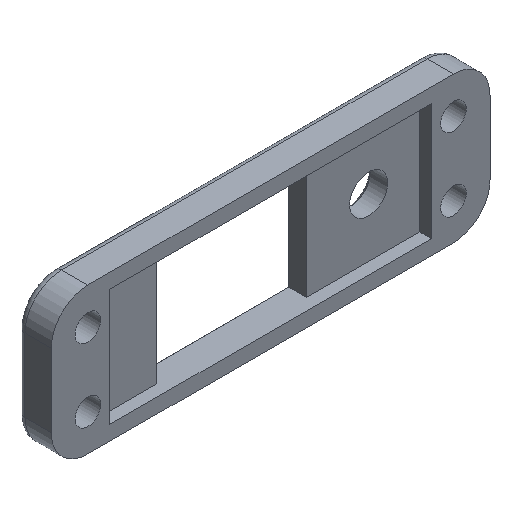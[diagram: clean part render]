
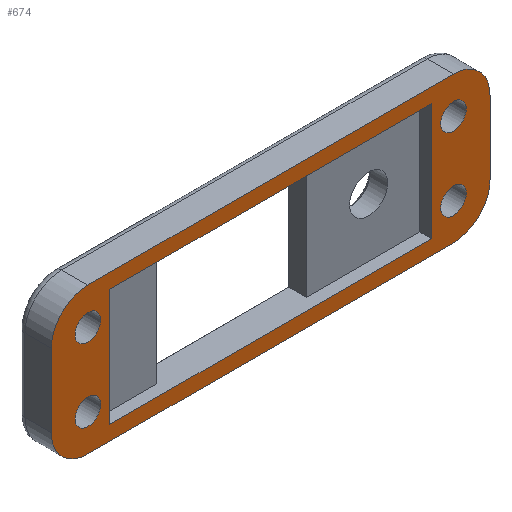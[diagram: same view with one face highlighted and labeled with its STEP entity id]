
A CAD part, isometric view. The second image highlights one B-rep face of the part: STEP entity #674.
In plain terms, the highlighted planar face has unit normal (0, -1, 0).
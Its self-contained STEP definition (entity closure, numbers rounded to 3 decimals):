
#41=FACE_BOUND('',#131,.T.);
#42=FACE_BOUND('',#132,.T.);
#43=FACE_BOUND('',#133,.T.);
#44=FACE_BOUND('',#134,.T.);
#45=FACE_BOUND('',#135,.T.);
#53=CIRCLE('',#730,5.);
#54=CIRCLE('',#731,5.);
#55=CIRCLE('',#732,5.);
#56=CIRCLE('',#733,5.);
#57=CIRCLE('',#734,1.75);
#58=CIRCLE('',#735,1.75);
#59=CIRCLE('',#736,1.75);
#60=CIRCLE('',#737,1.75);
#90=FACE_OUTER_BOUND('',#130,.T.);
#130=EDGE_LOOP('',(#468,#469,#470,#471,#472,#473,#474,#475));
#131=EDGE_LOOP('',(#476));
#132=EDGE_LOOP('',(#477));
#133=EDGE_LOOP('',(#478));
#134=EDGE_LOOP('',(#479,#480,#481,#482));
#135=EDGE_LOOP('',(#483));
#182=LINE('',#1030,#244);
#186=LINE('',#1039,#248);
#188=LINE('',#1044,#250);
#189=LINE('',#1048,#251);
#190=LINE('',#1052,#252);
#191=LINE('',#1056,#253);
#192=LINE('',#1064,#254);
#193=LINE('',#1065,#255);
#244=VECTOR('',#811,10.);
#248=VECTOR('',#817,10.);
#250=VECTOR('',#821,10.);
#251=VECTOR('',#824,10.);
#252=VECTOR('',#827,10.);
#253=VECTOR('',#830,10.);
#254=VECTOR('',#839,10.);
#255=VECTOR('',#840,10.);
#306=VERTEX_POINT('',#1027);
#307=VERTEX_POINT('',#1029);
#310=VERTEX_POINT('',#1036);
#311=VERTEX_POINT('',#1038);
#312=VERTEX_POINT('',#1042);
#313=VERTEX_POINT('',#1043);
#314=VERTEX_POINT('',#1045);
#315=VERTEX_POINT('',#1047);
#316=VERTEX_POINT('',#1049);
#317=VERTEX_POINT('',#1051);
#318=VERTEX_POINT('',#1053);
#319=VERTEX_POINT('',#1055);
#320=VERTEX_POINT('',#1058);
#321=VERTEX_POINT('',#1060);
#322=VERTEX_POINT('',#1062);
#323=VERTEX_POINT('',#1066);
#365=EDGE_CURVE('',#307,#306,#182,.T.);
#369=EDGE_CURVE('',#311,#310,#186,.T.);
#371=EDGE_CURVE('',#312,#313,#188,.T.);
#372=EDGE_CURVE('',#313,#314,#53,.T.);
#373=EDGE_CURVE('',#314,#315,#189,.T.);
#374=EDGE_CURVE('',#315,#316,#54,.T.);
#375=EDGE_CURVE('',#316,#317,#190,.T.);
#376=EDGE_CURVE('',#317,#318,#55,.T.);
#377=EDGE_CURVE('',#318,#319,#191,.T.);
#378=EDGE_CURVE('',#319,#312,#56,.T.);
#379=EDGE_CURVE('',#320,#320,#57,.T.);
#380=EDGE_CURVE('',#321,#321,#58,.T.);
#381=EDGE_CURVE('',#322,#322,#59,.T.);
#382=EDGE_CURVE('',#306,#311,#192,.T.);
#383=EDGE_CURVE('',#310,#307,#193,.T.);
#384=EDGE_CURVE('',#323,#323,#60,.T.);
#468=ORIENTED_EDGE('',*,*,#371,.T.);
#469=ORIENTED_EDGE('',*,*,#372,.T.);
#470=ORIENTED_EDGE('',*,*,#373,.T.);
#471=ORIENTED_EDGE('',*,*,#374,.T.);
#472=ORIENTED_EDGE('',*,*,#375,.T.);
#473=ORIENTED_EDGE('',*,*,#376,.T.);
#474=ORIENTED_EDGE('',*,*,#377,.T.);
#475=ORIENTED_EDGE('',*,*,#378,.T.);
#476=ORIENTED_EDGE('',*,*,#379,.T.);
#477=ORIENTED_EDGE('',*,*,#380,.T.);
#478=ORIENTED_EDGE('',*,*,#381,.T.);
#479=ORIENTED_EDGE('',*,*,#382,.T.);
#480=ORIENTED_EDGE('',*,*,#369,.T.);
#481=ORIENTED_EDGE('',*,*,#383,.T.);
#482=ORIENTED_EDGE('',*,*,#365,.T.);
#483=ORIENTED_EDGE('',*,*,#384,.T.);
#656=PLANE('',#729);
#674=ADVANCED_FACE('',(#90,#41,#42,#43,#44,#45),#656,.T.);
#729=AXIS2_PLACEMENT_3D('',#1041,#819,#820);
#730=AXIS2_PLACEMENT_3D('',#1046,#822,#823);
#731=AXIS2_PLACEMENT_3D('',#1050,#825,#826);
#732=AXIS2_PLACEMENT_3D('',#1054,#828,#829);
#733=AXIS2_PLACEMENT_3D('',#1057,#831,#832);
#734=AXIS2_PLACEMENT_3D('',#1059,#833,#834);
#735=AXIS2_PLACEMENT_3D('',#1061,#835,#836);
#736=AXIS2_PLACEMENT_3D('',#1063,#837,#838);
#737=AXIS2_PLACEMENT_3D('',#1067,#841,#842);
#811=DIRECTION('',(0.,0.,1.));
#817=DIRECTION('',(0.,0.,-1.));
#819=DIRECTION('center_axis',(0.,-1.,0.));
#820=DIRECTION('ref_axis',(1.,0.,0.));
#821=DIRECTION('',(-1.,0.,0.));
#822=DIRECTION('center_axis',(0.,-1.,0.));
#823=DIRECTION('ref_axis',(0.,0.,1.));
#824=DIRECTION('',(0.,0.,-1.));
#825=DIRECTION('center_axis',(0.,-1.,0.));
#826=DIRECTION('ref_axis',(-1.,0.,0.));
#827=DIRECTION('',(1.,0.,0.));
#828=DIRECTION('center_axis',(0.,-1.,0.));
#829=DIRECTION('ref_axis',(0.,0.,-1.));
#830=DIRECTION('',(0.,0.,1.));
#831=DIRECTION('center_axis',(0.,-1.,0.));
#832=DIRECTION('ref_axis',(1.,0.,0.));
#833=DIRECTION('center_axis',(0.,1.,0.));
#834=DIRECTION('ref_axis',(1.,0.,0.));
#835=DIRECTION('center_axis',(0.,1.,0.));
#836=DIRECTION('ref_axis',(1.,0.,0.));
#837=DIRECTION('center_axis',(0.,1.,0.));
#838=DIRECTION('ref_axis',(1.,0.,0.));
#839=DIRECTION('',(1.,0.,0.));
#840=DIRECTION('',(-1.,0.,0.));
#841=DIRECTION('center_axis',(0.,1.,0.));
#842=DIRECTION('ref_axis',(1.,0.,0.));
#1027=CARTESIAN_POINT('',(-20.011,-1.6,8.));
#1029=CARTESIAN_POINT('',(-20.011,-1.6,-8.));
#1030=CARTESIAN_POINT('',(-20.011,-1.6,8.));
#1036=CARTESIAN_POINT('',(23.989,-1.6,-8.));
#1038=CARTESIAN_POINT('',(23.989,-1.6,8.));
#1039=CARTESIAN_POINT('',(23.989,-1.6,8.));
#1041=CARTESIAN_POINT('Origin',(1.989,-1.6,0.));
#1042=CARTESIAN_POINT('',(26.989,-1.6,10.));
#1043=CARTESIAN_POINT('',(-23.011,-1.6,10.));
#1044=CARTESIAN_POINT('',(26.989,-1.6,10.));
#1045=CARTESIAN_POINT('',(-28.011,-1.6,5.));
#1046=CARTESIAN_POINT('Origin',(-23.011,-1.6,5.));
#1047=CARTESIAN_POINT('',(-28.011,-1.6,-5.));
#1048=CARTESIAN_POINT('',(-28.011,-1.6,5.));
#1049=CARTESIAN_POINT('',(-23.011,-1.6,-10.));
#1050=CARTESIAN_POINT('Origin',(-23.011,-1.6,-5.));
#1051=CARTESIAN_POINT('',(26.989,-1.6,-10.));
#1052=CARTESIAN_POINT('',(-23.011,-1.6,-10.));
#1053=CARTESIAN_POINT('',(31.989,-1.6,-5.));
#1054=CARTESIAN_POINT('Origin',(26.989,-1.6,-5.));
#1055=CARTESIAN_POINT('',(31.989,-1.6,5.));
#1056=CARTESIAN_POINT('',(31.989,-1.6,-5.));
#1057=CARTESIAN_POINT('Origin',(26.989,-1.6,5.));
#1058=CARTESIAN_POINT('',(25.239,-1.6,-5.));
#1059=CARTESIAN_POINT('Origin',(26.989,-1.6,-5.));
#1060=CARTESIAN_POINT('',(25.239,-1.6,5.));
#1061=CARTESIAN_POINT('Origin',(26.989,-1.6,5.));
#1062=CARTESIAN_POINT('',(-24.761,-1.6,-5.));
#1063=CARTESIAN_POINT('Origin',(-23.011,-1.6,-5.));
#1064=CARTESIAN_POINT('',(23.989,-1.6,8.));
#1065=CARTESIAN_POINT('',(-20.011,-1.6,-8.));
#1066=CARTESIAN_POINT('',(-24.761,-1.6,5.));
#1067=CARTESIAN_POINT('Origin',(-23.011,-1.6,5.));
